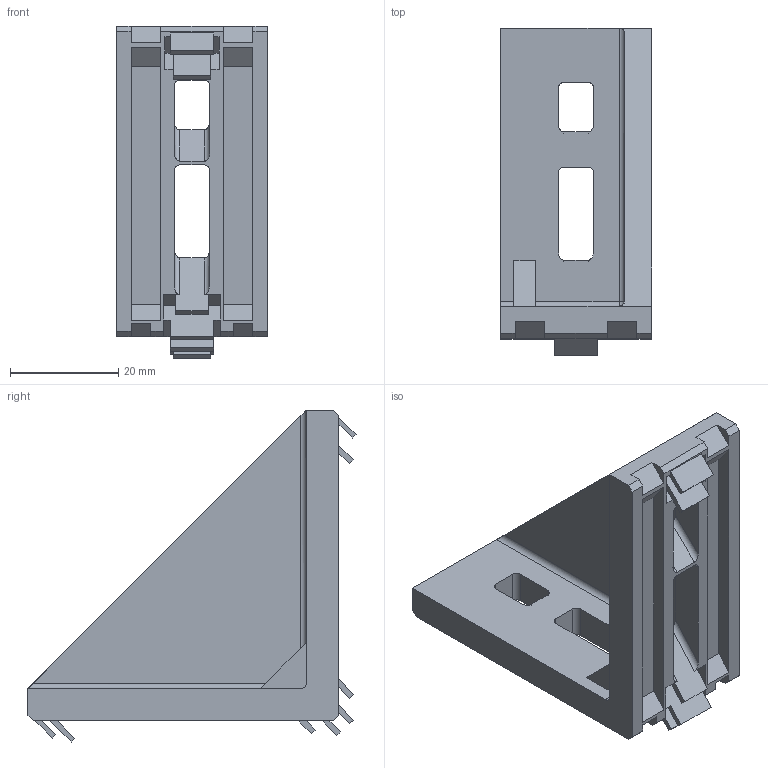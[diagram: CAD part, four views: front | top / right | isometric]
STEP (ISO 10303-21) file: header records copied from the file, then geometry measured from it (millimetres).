
FILE_DESCRIPTION (( 'STEP AP214' ), '1' );
FILE_NAME ('SNSD.30.51.63. Óãëîâîé àëþìèíèåâûé ñîåäèíèòåëü 30õ60, ïàç 8(A21).STEP', '2014-12-09T07:48:03', ( 'XTreme.ws' ), ( 'XTreme.ws' ), 'SwSTEP 2.0', 'SolidWorks 2014', '' );
FILE_SCHEMA (( 'AUTOMOTIVE_DESIGN' ));
Length unit declared in the file: millimetre
Products named in the file (1): SNSD.30.51.63. Óãëîâîé àëþìèíèåâûé ñîåäèíèòåëü 30õ60, ïàç 8(A21)
Bounding box: 28 x 60.68 x 61.41 mm (x, y, z)
Volume: 19495.8 mm3; surface area: 12248.8 mm2
Topology: 1 solids, 1 shells, 156 faces, 434 edges, 283 vertices
Faces by surface type: plane 135, cylinder 20, sphere 1
Entity records: 4933 total; most frequent: CARTESIAN_POINT 933, ORIENTED_EDGE 866, DIRECTION 749, EDGE_CURVE 433, VECTOR 391, LINE 391, VERTEX_POINT 283, AXIS2_PLACEMENT_3D 179
